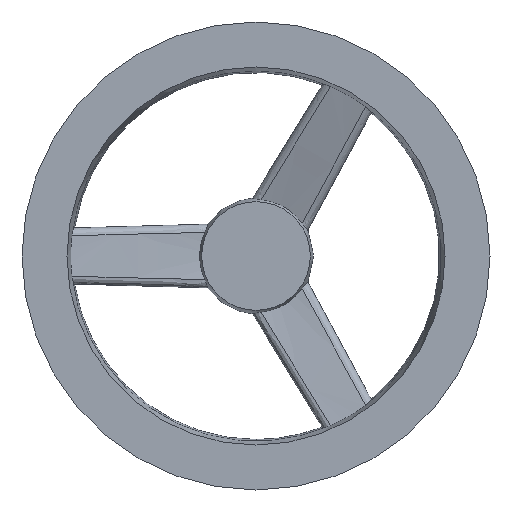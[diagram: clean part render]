
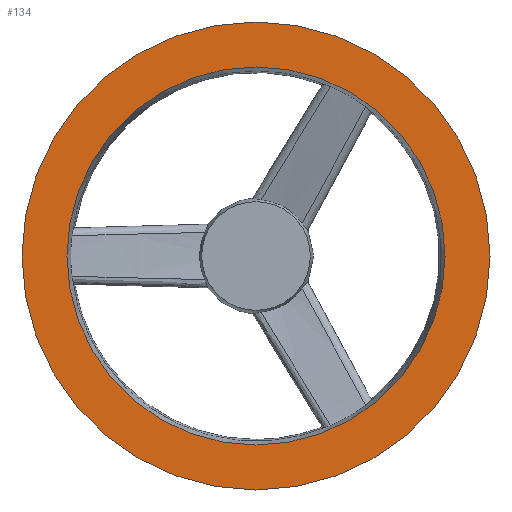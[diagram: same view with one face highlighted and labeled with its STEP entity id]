
A CAD part, left-side view. The second image highlights one B-rep face of the part: STEP entity #134.
In plain terms, the highlighted planar face has unit normal (-1, 0, 0).
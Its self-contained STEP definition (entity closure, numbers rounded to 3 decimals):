
#113=PLANE('',#808);
#134=ADVANCED_FACE('',(#191,#280),#113,.F.);
#191=FACE_BOUND('',#325,.T.);
#280=FACE_OUTER_BOUND('',#326,.T.);
#325=EDGE_LOOP('',(#408));
#326=EDGE_LOOP('',(#409));
#408=ORIENTED_EDGE('',*,*,#680,.F.);
#409=ORIENTED_EDGE('',*,*,#679,.T.);
#605=VERTEX_POINT('',#1149);
#606=VERTEX_POINT('',#1152);
#679=EDGE_CURVE('',#605,#605,#765,.T.);
#680=EDGE_CURVE('',#606,#606,#766,.T.);
#765=CIRCLE('',#805,125.);
#766=CIRCLE('',#807,101.);
#805=AXIS2_PLACEMENT_3D('',#1148,#889,#890);
#807=AXIS2_PLACEMENT_3D('',#1151,#893,#894);
#808=AXIS2_PLACEMENT_3D('',#1153,#895,#896);
#889=DIRECTION('',(-1.,0.,0.));
#890=DIRECTION('',(0.,0.,1.));
#893=DIRECTION('',(-1.,0.,0.));
#894=DIRECTION('',(0.,0.,1.));
#895=DIRECTION('',(1.,0.,0.));
#896=DIRECTION('',(0.,0.,-1.));
#1148=CARTESIAN_POINT('',(432.,217.,0.));
#1149=CARTESIAN_POINT('',(432.,217.,125.));
#1151=CARTESIAN_POINT('',(432.,217.,0.));
#1152=CARTESIAN_POINT('',(432.,217.,101.));
#1153=CARTESIAN_POINT('',(432.,92.,0.));
